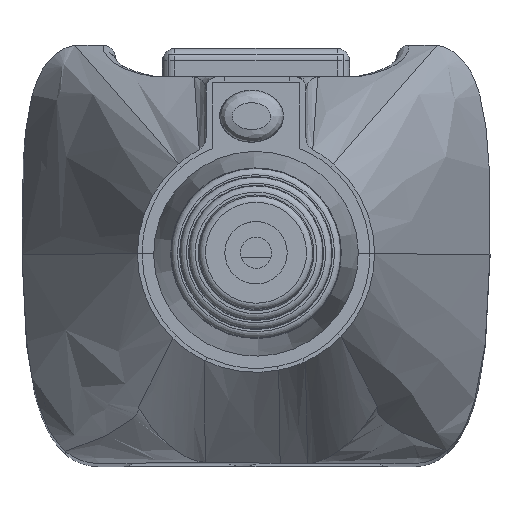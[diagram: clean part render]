
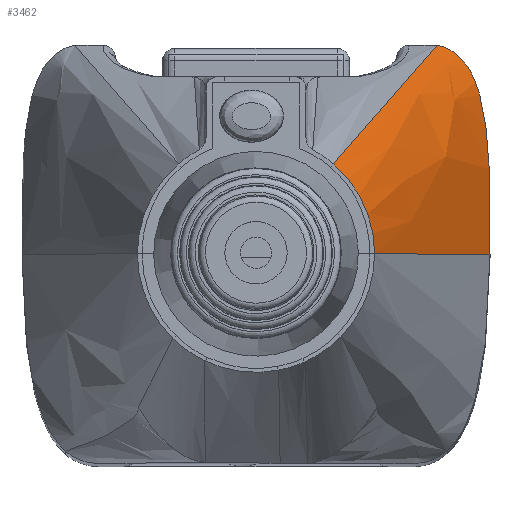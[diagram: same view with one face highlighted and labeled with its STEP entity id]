
A CAD part, top view. The second image highlights one B-rep face of the part: STEP entity #3462.
In plain terms, the highlighted free-form (B-spline) face has degree [3, 3] with [7, 4] control points.
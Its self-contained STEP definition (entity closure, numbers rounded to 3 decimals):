
#309=CIRCLE('',#3722,19.);
#399=B_SPLINE_SURFACE_WITH_KNOTS('',3,3,((#8664,#8665,#8666,#8667),(#8668,
#8669,#8670,#8671),(#8672,#8673,#8674,#8675),(#8676,#8677,#8678,#8679),
(#8680,#8681,#8682,#8683),(#8684,#8685,#8686,#8687),(#8688,#8689,#8690,
#8691)),.UNSPECIFIED.,.F.,.F.,.F.,(4,1,2,4),(4,4),(0.,0.228,
0.379,0.449),(0.,1.),.UNSPECIFIED.);
#581=FACE_OUTER_BOUND('',#823,.T.);
#823=EDGE_LOOP('',(#3138,#3139,#3140,#3141));
#968=B_SPLINE_CURVE_WITH_KNOTS('',3,(#6916,#6917,#6918,#6919,#6920,#6921,
#6922,#6923),.UNSPECIFIED.,.F.,.F.,(4,2,2,4),(-6.579,-4.728,
-3.14,0.),.UNSPECIFIED.);
#1032=B_SPLINE_CURVE_WITH_KNOTS('',3,(#8635,#8636,#8637,#8638,#8639,#8640,
#8641),.UNSPECIFIED.,.F.,.F.,(4,1,2,4),(0.,0.228,0.379,
0.407),.UNSPECIFIED.);
#1174=LINE('',#7713,#1375);
#1375=VECTOR('',#4138,66.967);
#1559=VERTEX_POINT('',#6913);
#1560=VERTEX_POINT('',#6915);
#1630=VERTEX_POINT('',#7585);
#1638=VERTEX_POINT('',#7711);
#1935=EDGE_CURVE('',#1560,#1559,#968,.T.);
#2054=EDGE_CURVE('',#1638,#1630,#1174,.T.);
#2198=EDGE_CURVE('',#1638,#1560,#309,.T.);
#2199=EDGE_CURVE('',#1630,#1559,#1032,.T.);
#3138=ORIENTED_EDGE('',*,*,#1935,.T.);
#3139=ORIENTED_EDGE('',*,*,#2199,.F.);
#3140=ORIENTED_EDGE('',*,*,#2054,.F.);
#3141=ORIENTED_EDGE('',*,*,#2198,.T.);
#3462=ADVANCED_FACE('',(#581),#399,.T.);
#3722=AXIS2_PLACEMENT_3D('',#8614,#4441,#4442);
#4138=DIRECTION('',(0.248,0.285,-0.926));
#4441=DIRECTION('center_axis',(0.,0.,-1.));
#4442=DIRECTION('ref_axis',(-1.,0.,0.));
#6913=CARTESIAN_POINT('',(37.483,0.,0.));
#6915=CARTESIAN_POINT('',(19.,0.,62.));
#6916=CARTESIAN_POINT('Ctrl Pts',(19.,0.,62.));
#6917=CARTESIAN_POINT('Ctrl Pts',(20.073,0.,
58.382));
#6918=CARTESIAN_POINT('Ctrl Pts',(21.79,0.,
52.588));
#6919=CARTESIAN_POINT('Ctrl Pts',(25.146,0.,
41.295));
#6920=CARTESIAN_POINT('Ctrl Pts',(26.681,0.,
36.143));
#6921=CARTESIAN_POINT('Ctrl Pts',(31.258,0.,
20.799));
#6922=CARTESIAN_POINT('Ctrl Pts',(34.481,0.,10.025));
#6923=CARTESIAN_POINT('Ctrl Pts',(37.483,0.,0.));
#7585=CARTESIAN_POINT('',(29.,33.5,0.));
#7711=CARTESIAN_POINT('',(12.413,14.385,62.));
#7713=CARTESIAN_POINT('',(12.413,14.385,62.));
#8614=CARTESIAN_POINT('Origin',(0.,0.,62.));
#8635=CARTESIAN_POINT('Ctrl Pts',(29.,33.5,0.));
#8636=CARTESIAN_POINT('Ctrl Pts',(34.1,32.546,0.));
#8637=CARTESIAN_POINT('Ctrl Pts',(37.5,23.077,0.));
#8638=CARTESIAN_POINT('Ctrl Pts',(37.5,8.675,0.));
#8639=CARTESIAN_POINT('Ctrl Pts',(37.5,1.981,0.));
#8640=CARTESIAN_POINT('Ctrl Pts',(37.494,0.981,0.));
#8641=CARTESIAN_POINT('Ctrl Pts',(37.483,0.,
0.));
#8664=CARTESIAN_POINT('Ctrl Pts',(12.413,14.385,62.));
#8665=CARTESIAN_POINT('Ctrl Pts',(17.942,20.756,41.333));
#8666=CARTESIAN_POINT('Ctrl Pts',(23.471,27.128,20.667));
#8667=CARTESIAN_POINT('Ctrl Pts',(29.,33.5,0.));
#8668=CARTESIAN_POINT('Ctrl Pts',(14.364,12.701,62.));
#8669=CARTESIAN_POINT('Ctrl Pts',(20.941,19.314,41.333));
#8670=CARTESIAN_POINT('Ctrl Pts',(27.523,25.934,20.667));
#8671=CARTESIAN_POINT('Ctrl Pts',(34.1,32.546,0.));
#8672=CARTESIAN_POINT('Ctrl Pts',(17.233,9.013,62.));
#8673=CARTESIAN_POINT('Ctrl Pts',(23.989,13.701,41.333));
#8674=CARTESIAN_POINT('Ctrl Pts',(30.744,18.389,20.667));
#8675=CARTESIAN_POINT('Ctrl Pts',(37.5,23.077,0.));
#8676=CARTESIAN_POINT('Ctrl Pts',(18.57,4.432,62.));
#8677=CARTESIAN_POINT('Ctrl Pts',(24.88,5.846,41.333));
#8678=CARTESIAN_POINT('Ctrl Pts',(31.19,7.26,20.667));
#8679=CARTESIAN_POINT('Ctrl Pts',(37.5,8.675,0.));
#8680=CARTESIAN_POINT('Ctrl Pts',(18.942,1.719,62.));
#8681=CARTESIAN_POINT('Ctrl Pts',(25.128,1.274,41.333));
#8682=CARTESIAN_POINT('Ctrl Pts',(31.314,0.83,20.667));
#8683=CARTESIAN_POINT('Ctrl Pts',(37.5,0.385,0.));
#8684=CARTESIAN_POINT('Ctrl Pts',(19.,0.857,62.));
#8685=CARTESIAN_POINT('Ctrl Pts',(25.154,-0.13,41.333));
#8686=CARTESIAN_POINT('Ctrl Pts',(31.309,-1.118,20.667));
#8687=CARTESIAN_POINT('Ctrl Pts',(37.464,-2.105,0.));
#8688=CARTESIAN_POINT('Ctrl Pts',(19.,0.,62.));
#8689=CARTESIAN_POINT('Ctrl Pts',(25.128,-1.488,41.333));
#8690=CARTESIAN_POINT('Ctrl Pts',(31.257,-2.976,20.667));
#8691=CARTESIAN_POINT('Ctrl Pts',(37.385,-4.464,0.));
